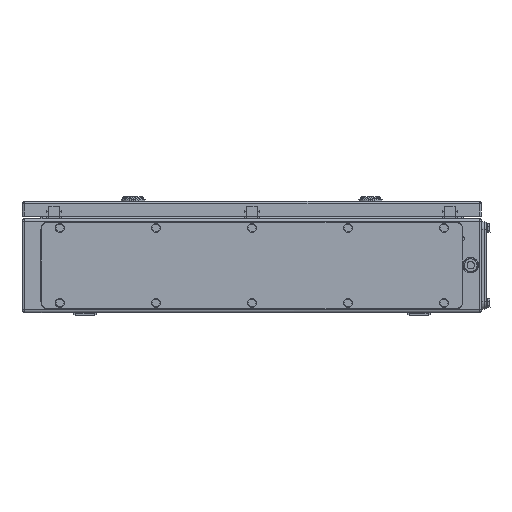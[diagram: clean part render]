
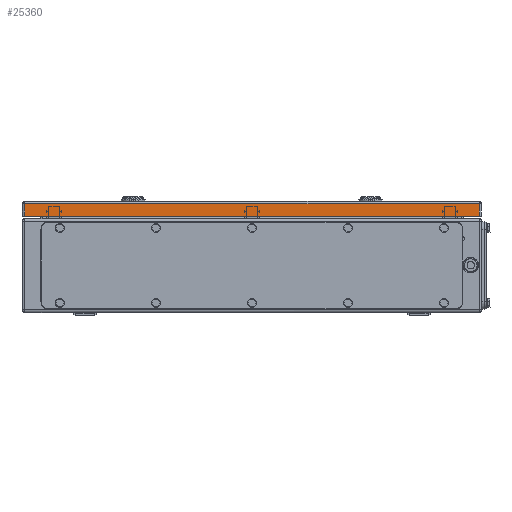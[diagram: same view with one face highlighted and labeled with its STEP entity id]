
A CAD part, left-side view. The second image highlights one B-rep face of the part: STEP entity #25360.
In plain terms, the highlighted planar face has unit normal (-1, 0, 0).
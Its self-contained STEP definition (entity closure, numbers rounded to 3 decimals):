
#25333=AXIS2_PLACEMENT_3D('Plane Axis2P3D',#25330,#25331,#25332) ;
#25197=CARTESIAN_POINT('Line Origine',(41.,321.,133.5)) ;
#25201=CARTESIAN_POINT('Vertex',(41.,627.5,133.5)) ;
#25203=CARTESIAN_POINT('Vertex',(41.,14.5,133.5)) ;
#25330=CARTESIAN_POINT('Axis2P3D Location',(41.,11.5,133.5)) ;
#25335=CARTESIAN_POINT('Line Origine',(41.,14.5,142.)) ;
#25339=CARTESIAN_POINT('Vertex',(41.,14.5,150.5)) ;
#25342=CARTESIAN_POINT('Line Origine',(41.,321.,150.5)) ;
#25346=CARTESIAN_POINT('Vertex',(41.,627.5,150.5)) ;
#25349=CARTESIAN_POINT('Line Origine',(41.,627.5,142.)) ;
#25198=DIRECTION('Vector Direction',(0.,-1.,0.)) ;
#25331=DIRECTION('Axis2P3D Direction',(-1.,0.,0.)) ;
#25332=DIRECTION('Axis2P3D XDirection',(0.,-1.,0.)) ;
#25336=DIRECTION('Vector Direction',(0.,0.,1.)) ;
#25343=DIRECTION('Vector Direction',(0.,1.,0.)) ;
#25350=DIRECTION('Vector Direction',(0.,0.,-1.)) ;
#25199=VECTOR('Line Direction',#25198,1.) ;
#25337=VECTOR('Line Direction',#25336,1.) ;
#25344=VECTOR('Line Direction',#25343,1.) ;
#25351=VECTOR('Line Direction',#25350,1.) ;
#25355=ORIENTED_EDGE('',*,*,#25341,.T.) ;
#25356=ORIENTED_EDGE('',*,*,#25348,.T.) ;
#25357=ORIENTED_EDGE('',*,*,#25353,.T.) ;
#25358=ORIENTED_EDGE('',*,*,#25205,.T.) ;
#25360=ADVANCED_FACE('51374_ASM_DE_KTB_QL_XXXxXXX_S3D-1/DE_QL_S3D-1-solid1',(#25359),#25334,.T.) ;
#25205=EDGE_CURVE('',#25202,#25204,#25200,.T.) ;
#25341=EDGE_CURVE('',#25204,#25340,#25338,.T.) ;
#25348=EDGE_CURVE('',#25340,#25347,#25345,.T.) ;
#25353=EDGE_CURVE('',#25347,#25202,#25352,.T.) ;
#25354=EDGE_LOOP('',(#25355,#25356,#25357,#25358)) ;
#25359=FACE_OUTER_BOUND('',#25354,.T.) ;
#25200=LINE('Line',#25197,#25199) ;
#25338=LINE('Line',#25335,#25337) ;
#25345=LINE('Line',#25342,#25344) ;
#25352=LINE('Line',#25349,#25351) ;
#25334=PLANE('',#25333) ;
#25202=VERTEX_POINT('',#25201) ;
#25204=VERTEX_POINT('',#25203) ;
#25340=VERTEX_POINT('',#25339) ;
#25347=VERTEX_POINT('',#25346) ;
